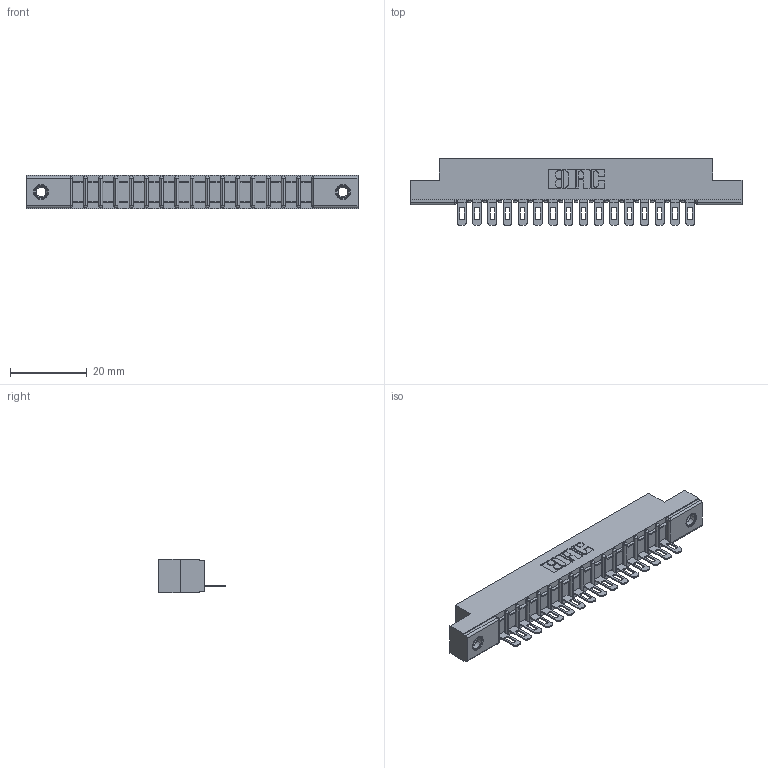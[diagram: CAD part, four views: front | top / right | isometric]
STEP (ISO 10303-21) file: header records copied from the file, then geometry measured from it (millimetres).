
FILE_DESCRIPTION (( 'STEP AP203' ), '1' );
FILE_NAME ('307-016-501-107.STEP', '2018-08-03T03:14:08', ( '' ), ( '' ), 'SwSTEP 2.0', 'SolidWorks 2016', '' );
FILE_SCHEMA (( 'CONFIG_CONTROL_DESIGN' ));
Length unit declared in the file: inch
Products named in the file (4): 307 Part_.156 Dia Mounting Holes; 307-290-002_501; 345-250-001_345-250-005-103; 307-016-501-107
Assembly tree (19 placements, depth 2):
  307-016-501-107
    307 Part_.156 Dia Mounting Holes
    307-290-002_501  x16
    345-250-001_345-250-005-103  x2
Bounding box: 86.41 x 17.42 x 8.71 mm (x, y, z)
Volume: 5702 mm3; surface area: 10180.5 mm2
Topology: 19 solids, 19 shells, 1411 faces, 4267 edges, 2790 vertices
Faces by surface type: plane 806, cylinder 555, sphere 34, cone 12, torus 4
Entity records: 18901 total; most frequent: CARTESIAN_POINT 3163, ORIENTED_EDGE 3146, DIRECTION 3099, EDGE_CURVE 1573, LINE 1187, VECTOR 1187, VERTEX_POINT 1020, AXIS2_PLACEMENT_3D 956
